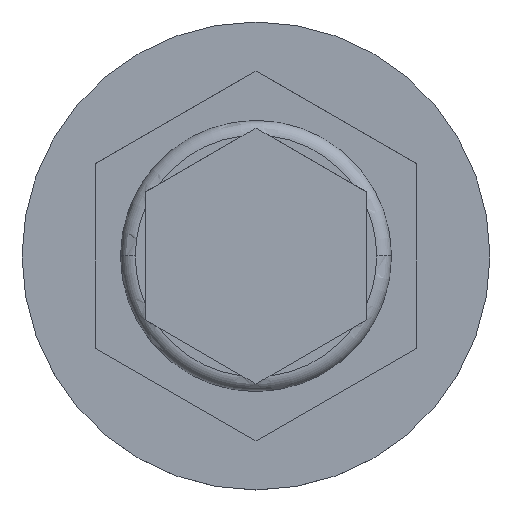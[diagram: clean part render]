
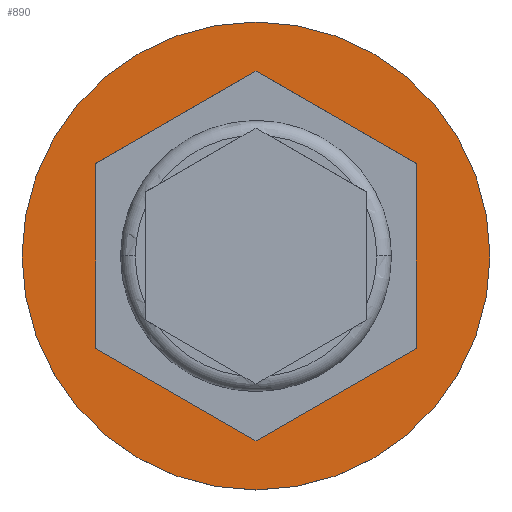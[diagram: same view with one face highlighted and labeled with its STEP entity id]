
A CAD part, top view. The second image highlights one B-rep face of the part: STEP entity #890.
In plain terms, the highlighted planar face has unit normal (0, 0, 1).
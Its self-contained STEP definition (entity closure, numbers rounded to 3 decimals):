
#15 = CARTESIAN_POINT ( 'NONE',  ( -3.25, 1.876, 0. ) ) ;
#47 = ORIENTED_EDGE ( 'NONE', *, *, #1774, .T. ) ;
#50 = ORIENTED_EDGE ( 'NONE', *, *, #789, .F. ) ;
#144 = EDGE_CURVE ( 'NONE', #440, #897, #1932, .T. ) ;
#152 = CARTESIAN_POINT ( 'NONE',  ( 0., 0., 0. ) ) ;
#189 = CIRCLE ( 'NONE', #1198, 4.75 ) ;
#199 = LINE ( 'NONE', #1099, #1139 ) ;
#228 = EDGE_LOOP ( 'NONE', ( #47, #399 ) ) ;
#251 = DIRECTION ( 'NONE',  ( 0., 1., 0. ) ) ;
#306 = DIRECTION ( 'NONE',  ( -0.866, 0.5, 0. ) ) ;
#330 = DIRECTION ( 'NONE',  ( 0., 0., 1. ) ) ;
#339 = DIRECTION ( 'NONE',  ( 1., 0., 0. ) ) ;
#396 = EDGE_CURVE ( 'NONE', #523, #1285, #409, .T. ) ;
#399 = ORIENTED_EDGE ( 'NONE', *, *, #396, .T. ) ;
#409 = CIRCLE ( 'NONE', #1931, 4.75 ) ;
#426 = VERTEX_POINT ( 'NONE', #907 ) ;
#439 = VERTEX_POINT ( 'NONE', #1553 ) ;
#440 = VERTEX_POINT ( 'NONE', #1111 ) ;
#465 = DIRECTION ( 'NONE',  ( 1., 0., 0. ) ) ;
#506 = VECTOR ( 'NONE', #1477, 1000. ) ;
#523 = VERTEX_POINT ( 'NONE', #1151 ) ;
#566 = DIRECTION ( 'NONE',  ( 0.866, -0.5, 0. ) ) ;
#637 = EDGE_CURVE ( 'NONE', #426, #1851, #1651, .T. ) ;
#692 = LINE ( 'NONE', #864, #506 ) ;
#710 = VERTEX_POINT ( 'NONE', #1635 ) ;
#760 = CARTESIAN_POINT ( 'NONE',  ( -3.25, 0., 0. ) ) ;
#762 = LINE ( 'NONE', #1976, #1673 ) ;
#789 = EDGE_CURVE ( 'NONE', #897, #710, #1055, .T. ) ;
#800 = PLANE ( 'NONE',  #1742 ) ;
#849 = VECTOR ( 'NONE', #251, 1000. ) ;
#864 = CARTESIAN_POINT ( 'NONE',  ( 1.625, -2.815, 0. ) ) ;
#890 = ADVANCED_FACE ( 'NONE', ( #959, #1573 ), #800, .T. ) ;
#897 = VERTEX_POINT ( 'NONE', #15 ) ;
#907 = CARTESIAN_POINT ( 'NONE',  ( 3.25, -1.876, 0. ) ) ;
#908 = CARTESIAN_POINT ( 'NONE',  ( 0., 0., 0. ) ) ;
#941 = EDGE_LOOP ( 'NONE', ( #1114, #1801, #1146, #50, #1843, #1988 ) ) ;
#959 = FACE_BOUND ( 'NONE', #941, .T. ) ;
#974 = DIRECTION ( 'NONE',  ( -0.866, -0.5, 0. ) ) ;
#1055 = LINE ( 'NONE', #760, #1402 ) ;
#1099 = CARTESIAN_POINT ( 'NONE',  ( 1.625, 2.815, 0. ) ) ;
#1111 = CARTESIAN_POINT ( 'NONE',  ( 0., 3.753, 0. ) ) ;
#1114 = ORIENTED_EDGE ( 'NONE', *, *, #637, .F. ) ;
#1139 = VECTOR ( 'NONE', #306, 1000. ) ;
#1146 = ORIENTED_EDGE ( 'NONE', *, *, #1310, .F. ) ;
#1151 = CARTESIAN_POINT ( 'NONE',  ( -4.75, 0., 0. ) ) ;
#1198 = AXIS2_PLACEMENT_3D ( 'NONE', #908, #1672, #1680 ) ;
#1219 = DIRECTION ( 'NONE',  ( 0., -1., 0. ) ) ;
#1281 = CARTESIAN_POINT ( 'NONE',  ( 0., 0., 0. ) ) ;
#1285 = VERTEX_POINT ( 'NONE', #1546 ) ;
#1310 = EDGE_CURVE ( 'NONE', #710, #439, #762, .T. ) ;
#1402 = VECTOR ( 'NONE', #1219, 1000. ) ;
#1444 = CARTESIAN_POINT ( 'NONE',  ( -1.625, 2.815, 0. ) ) ;
#1477 = DIRECTION ( 'NONE',  ( 0.866, 0.5, 0. ) ) ;
#1527 = EDGE_CURVE ( 'NONE', #439, #426, #692, .T. ) ;
#1546 = CARTESIAN_POINT ( 'NONE',  ( 4.75, 0., 0. ) ) ;
#1553 = CARTESIAN_POINT ( 'NONE',  ( 0., -3.753, 0. ) ) ;
#1573 = FACE_OUTER_BOUND ( 'NONE', #228, .T. ) ;
#1635 = CARTESIAN_POINT ( 'NONE',  ( -3.25, -1.876, 0. ) ) ;
#1651 = LINE ( 'NONE', #1822, #849 ) ;
#1672 = DIRECTION ( 'NONE',  ( 0., 0., 1. ) ) ;
#1673 = VECTOR ( 'NONE', #566, 1000. ) ;
#1680 = DIRECTION ( 'NONE',  ( 1., 0., 0. ) ) ;
#1696 = VECTOR ( 'NONE', #974, 1000. ) ;
#1742 = AXIS2_PLACEMENT_3D ( 'NONE', #1281, #330, #339 ) ;
#1774 = EDGE_CURVE ( 'NONE', #1285, #523, #189, .T. ) ;
#1801 = ORIENTED_EDGE ( 'NONE', *, *, #1527, .F. ) ;
#1822 = CARTESIAN_POINT ( 'NONE',  ( 3.25, 0., 0. ) ) ;
#1843 = ORIENTED_EDGE ( 'NONE', *, *, #144, .F. ) ;
#1851 = VERTEX_POINT ( 'NONE', #1986 ) ;
#1887 = DIRECTION ( 'NONE',  ( 0., 0., 1. ) ) ;
#1931 = AXIS2_PLACEMENT_3D ( 'NONE', #152, #1887, #465 ) ;
#1932 = LINE ( 'NONE', #1444, #1696 ) ;
#1976 = CARTESIAN_POINT ( 'NONE',  ( -1.625, -2.815, 0. ) ) ;
#1986 = CARTESIAN_POINT ( 'NONE',  ( 3.25, 1.876, 0. ) ) ;
#1988 = ORIENTED_EDGE ( 'NONE', *, *, #2007, .F. ) ;
#2007 = EDGE_CURVE ( 'NONE', #1851, #440, #199, .T. ) ;
